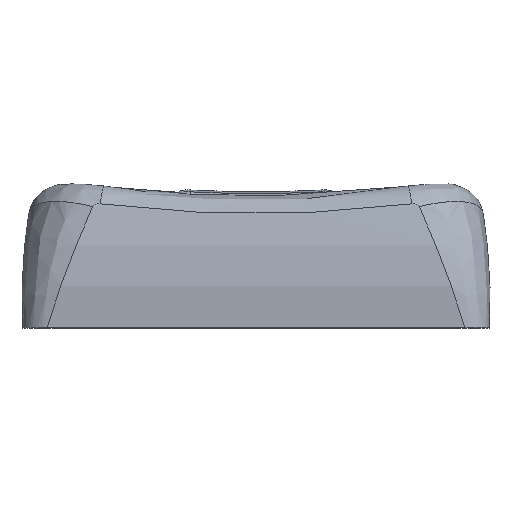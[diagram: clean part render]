
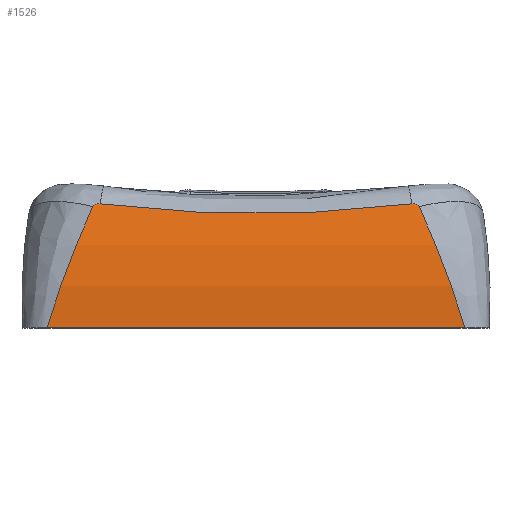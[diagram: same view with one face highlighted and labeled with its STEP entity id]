
A CAD part, top view. The second image highlights one B-rep face of the part: STEP entity #1526.
In plain terms, the highlighted cylindrical face has radius 11.653 mm (diameter 23.307 mm), a partial arc.
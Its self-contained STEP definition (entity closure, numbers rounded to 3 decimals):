
#163=CYLINDRICAL_SURFACE('',#1665,11.653);
#247=FACE_OUTER_BOUND('',#346,.T.);
#346=EDGE_LOOP('',(#1343,#1344,#1345,#1346,#1347,#1348));
#423=LINE('',#4510,#487);
#487=VECTOR('',#1961,10.);
#561=B_SPLINE_CURVE_WITH_KNOTS('',3,(#4364,#4365,#4366,#4367,#4368,#4369),
 .UNSPECIFIED.,.F.,.F.,(4,2,4),(0.,0.249,0.499),
 .UNSPECIFIED.);
#565=B_SPLINE_CURVE_WITH_KNOTS('',3,(#4434,#4435,#4436,#4437,#4438,#4439),
 .UNSPECIFIED.,.F.,.F.,(4,2,4),(0.,0.574,1.149),
 .UNSPECIFIED.);
#571=B_SPLINE_CURVE_WITH_KNOTS('',3,(#4542,#4543,#4544,#4545,#4546,#4547),
 .UNSPECIFIED.,.F.,.F.,(4,2,4),(0.,0.252,0.498),
 .UNSPECIFIED.);
#572=B_SPLINE_CURVE_WITH_KNOTS('',3,(#4548,#4549,#4550,#4551,#4552,#4553,
#4554,#4555,#4556,#4557,#4558,#4559,#4560,#4561,#4562,#4563,#4564,#4565,
#4566,#4567,#4568,#4569),.UNSPECIFIED.,.F.,.F.,(4,3,3,3,3,3,3,4),(0.04,
0.044,0.051,0.052,0.06,
0.064,0.07,0.075),.UNSPECIFIED.);
#573=B_SPLINE_CURVE_WITH_KNOTS('',3,(#4570,#4571,#4572,#4573,#4574,#4575,
#4576,#4577,#4578,#4579,#4580,#4581,#4582,#4583,#4584,#4585,#4586,#4587,
#4588,#4589,#4590,#4591),.UNSPECIFIED.,.F.,.F.,(4,3,3,3,3,3,3,4),(-0.031,
-0.03,-0.023,-0.017,-0.013,
-0.007,-0.005,0.),.UNSPECIFIED.);
#702=VERTEX_POINT('',#4352);
#703=VERTEX_POINT('',#4363);
#708=VERTEX_POINT('',#4431);
#709=VERTEX_POINT('',#4433);
#714=VERTEX_POINT('',#4499);
#718=VERTEX_POINT('',#4541);
#917=EDGE_CURVE('',#702,#703,#561,.T.);
#923=EDGE_CURVE('',#709,#708,#565,.T.);
#930=EDGE_CURVE('',#702,#714,#423,.F.);
#935=EDGE_CURVE('',#718,#714,#571,.T.);
#936=EDGE_CURVE('',#718,#709,#572,.F.);
#937=EDGE_CURVE('',#708,#703,#573,.T.);
#1343=ORIENTED_EDGE('',*,*,#930,.T.);
#1344=ORIENTED_EDGE('',*,*,#935,.F.);
#1345=ORIENTED_EDGE('',*,*,#936,.T.);
#1346=ORIENTED_EDGE('',*,*,#923,.T.);
#1347=ORIENTED_EDGE('',*,*,#937,.T.);
#1348=ORIENTED_EDGE('',*,*,#917,.F.);
#1526=ADVANCED_FACE('',(#247),#163,.T.);
#1665=AXIS2_PLACEMENT_3D('',#4540,#1964,#1965);
#1961=DIRECTION('',(-1.,0.,0.));
#1964=DIRECTION('center_axis',(1.,0.,0.));
#1965=DIRECTION('ref_axis',(0.,0.696,-0.718));
#4352=CARTESIAN_POINT('',(-101.876,2.5,-177.718));
#4363=CARTESIAN_POINT('',(-100.14,7.113,-178.249));
#4364=CARTESIAN_POINT('Ctrl Pts',(-101.876,2.5,-177.718));
#4365=CARTESIAN_POINT('Ctrl Pts',(-101.644,3.294,-177.649));
#4366=CARTESIAN_POINT('Ctrl Pts',(-101.369,4.086,-177.664));
#4367=CARTESIAN_POINT('Ctrl Pts',(-100.781,5.63,-177.845));
#4368=CARTESIAN_POINT('Ctrl Pts',(-100.465,6.385,-178.011));
#4369=CARTESIAN_POINT('Ctrl Pts',(-100.14,7.113,-178.249));
#4431=CARTESIAN_POINT('',(-99.854,7.217,-178.283));
#4433=CARTESIAN_POINT('',(-87.946,7.217,-178.283));
#4434=CARTESIAN_POINT('Ctrl Pts',(-87.946,7.217,-178.283));
#4435=CARTESIAN_POINT('Ctrl Pts',(-89.839,6.945,-178.192));
#4436=CARTESIAN_POINT('Ctrl Pts',(-91.999,6.841,-178.164));
#4437=CARTESIAN_POINT('Ctrl Pts',(-95.801,6.841,-178.164));
#4438=CARTESIAN_POINT('Ctrl Pts',(-97.961,6.945,-178.192));
#4439=CARTESIAN_POINT('Ctrl Pts',(-99.854,7.217,-178.283));
#4499=CARTESIAN_POINT('',(-85.924,2.5,-177.718));
#4510=CARTESIAN_POINT('',(-93.9,2.5,-177.718));
#4540=CARTESIAN_POINT('Origin',(-93.9,3.5,-189.328));
#4541=CARTESIAN_POINT('',(-87.66,7.113,-178.249));
#4542=CARTESIAN_POINT('Ctrl Pts',(-87.66,7.113,-178.249));
#4543=CARTESIAN_POINT('Ctrl Pts',(-87.333,6.379,-178.009));
#4544=CARTESIAN_POINT('Ctrl Pts',(-87.014,5.617,-177.842));
#4545=CARTESIAN_POINT('Ctrl Pts',(-86.427,4.073,-177.663));
#4546=CARTESIAN_POINT('Ctrl Pts',(-86.154,3.287,-177.65));
#4547=CARTESIAN_POINT('Ctrl Pts',(-85.924,2.5,-177.718));
#4548=CARTESIAN_POINT('Ctrl Pts',(-87.946,7.217,-178.283));
#4549=CARTESIAN_POINT('Ctrl Pts',(-87.936,7.218,-178.284));
#4550=CARTESIAN_POINT('Ctrl Pts',(-87.926,7.22,-178.284));
#4551=CARTESIAN_POINT('Ctrl Pts',(-87.915,7.22,-178.284));
#4552=CARTESIAN_POINT('Ctrl Pts',(-87.89,7.222,-178.285));
#4553=CARTESIAN_POINT('Ctrl Pts',(-87.863,7.222,-178.285));
#4554=CARTESIAN_POINT('Ctrl Pts',(-87.838,7.218,-178.284));
#4555=CARTESIAN_POINT('Ctrl Pts',(-87.834,7.218,-178.284));
#4556=CARTESIAN_POINT('Ctrl Pts',(-87.831,7.218,-178.284));
#4557=CARTESIAN_POINT('Ctrl Pts',(-87.827,7.217,-178.283));
#4558=CARTESIAN_POINT('Ctrl Pts',(-87.802,7.213,-178.282));
#4559=CARTESIAN_POINT('Ctrl Pts',(-87.778,7.207,-178.28));
#4560=CARTESIAN_POINT('Ctrl Pts',(-87.757,7.198,-178.277));
#4561=CARTESIAN_POINT('Ctrl Pts',(-87.746,7.194,-178.276));
#4562=CARTESIAN_POINT('Ctrl Pts',(-87.737,7.189,-178.274));
#4563=CARTESIAN_POINT('Ctrl Pts',(-87.727,7.184,-178.272));
#4564=CARTESIAN_POINT('Ctrl Pts',(-87.712,7.175,-178.269));
#4565=CARTESIAN_POINT('Ctrl Pts',(-87.698,7.164,-178.266));
#4566=CARTESIAN_POINT('Ctrl Pts',(-87.686,7.151,-178.261));
#4567=CARTESIAN_POINT('Ctrl Pts',(-87.675,7.14,-178.258));
#4568=CARTESIAN_POINT('Ctrl Pts',(-87.666,7.127,-178.253));
#4569=CARTESIAN_POINT('Ctrl Pts',(-87.66,7.113,-178.249));
#4570=CARTESIAN_POINT('Ctrl Pts',(-99.854,7.217,-178.284));
#4571=CARTESIAN_POINT('Ctrl Pts',(-99.856,7.217,-178.284));
#4572=CARTESIAN_POINT('Ctrl Pts',(-99.859,7.217,-178.284));
#4573=CARTESIAN_POINT('Ctrl Pts',(-99.861,7.218,-178.284));
#4574=CARTESIAN_POINT('Ctrl Pts',(-99.887,7.221,-178.285));
#4575=CARTESIAN_POINT('Ctrl Pts',(-99.913,7.222,-178.285));
#4576=CARTESIAN_POINT('Ctrl Pts',(-99.939,7.22,-178.285));
#4577=CARTESIAN_POINT('Ctrl Pts',(-99.965,7.219,-178.284));
#4578=CARTESIAN_POINT('Ctrl Pts',(-99.989,7.215,-178.283));
#4579=CARTESIAN_POINT('Ctrl Pts',(-100.011,7.209,-178.281));
#4580=CARTESIAN_POINT('Ctrl Pts',(-100.025,7.205,-178.279));
#4581=CARTESIAN_POINT('Ctrl Pts',(-100.038,7.2,-178.278));
#4582=CARTESIAN_POINT('Ctrl Pts',(-100.051,7.194,-178.276));
#4583=CARTESIAN_POINT('Ctrl Pts',(-100.068,7.187,-178.273));
#4584=CARTESIAN_POINT('Ctrl Pts',(-100.085,7.177,-178.27));
#4585=CARTESIAN_POINT('Ctrl Pts',(-100.099,7.165,-178.266));
#4586=CARTESIAN_POINT('Ctrl Pts',(-100.103,7.162,-178.265));
#4587=CARTESIAN_POINT('Ctrl Pts',(-100.106,7.159,-178.264));
#4588=CARTESIAN_POINT('Ctrl Pts',(-100.11,7.155,-178.263));
#4589=CARTESIAN_POINT('Ctrl Pts',(-100.122,7.143,-178.259));
#4590=CARTESIAN_POINT('Ctrl Pts',(-100.133,7.129,-178.254));
#4591=CARTESIAN_POINT('Ctrl Pts',(-100.14,7.113,-178.249));
